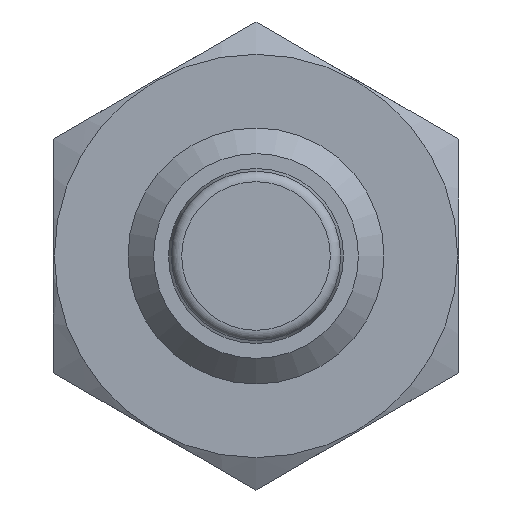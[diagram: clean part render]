
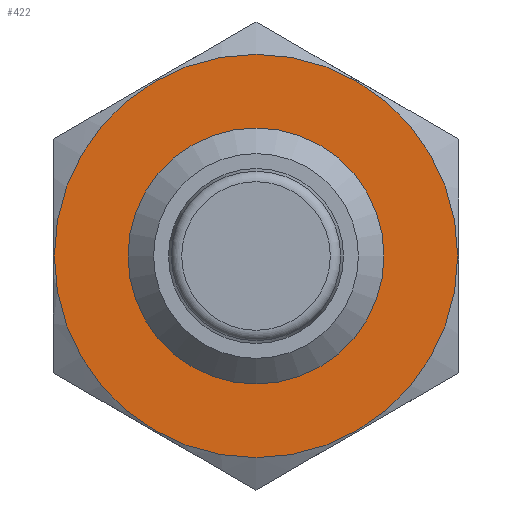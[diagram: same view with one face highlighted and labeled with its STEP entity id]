
A CAD part, front view. The second image highlights one B-rep face of the part: STEP entity #422.
In plain terms, the highlighted face is planar.
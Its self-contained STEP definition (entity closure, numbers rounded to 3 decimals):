
#183=ORIENTED_EDGE('',*,*,#243,.F.);
#184=ORIENTED_EDGE('',*,*,#244,.T.);
#243=EDGE_CURVE('',#280,#280,#293,.T.);
#244=EDGE_CURVE('',#281,#281,#294,.T.);
#280=VERTEX_POINT('',#777);
#281=VERTEX_POINT('',#779);
#293=CIRCLE('',#487,6.);
#294=CIRCLE('',#488,9.453);
#329=EDGE_LOOP('',(#183));
#330=EDGE_LOOP('',(#184));
#371=FACE_BOUND('',#329,.T.);
#372=FACE_BOUND('',#330,.T.);
#398=PLANE('',#486);
#422=ADVANCED_FACE('',(#371,#372),#398,.F.);
#486=AXIS2_PLACEMENT_3D('',#775,#588,#589);
#487=AXIS2_PLACEMENT_3D('',#776,#590,#591);
#488=AXIS2_PLACEMENT_3D('',#778,#592,#593);
#588=DIRECTION('',(-1.,0.,0.));
#589=DIRECTION('',(0.,0.,1.));
#590=DIRECTION('',(1.,0.,0.));
#591=DIRECTION('',(0.,0.,-1.));
#592=DIRECTION('',(1.,0.,0.));
#593=DIRECTION('',(0.,0.,-1.));
#775=CARTESIAN_POINT('',(10.,9.453,0.));
#776=CARTESIAN_POINT('',(10.,0.,0.));
#777=CARTESIAN_POINT('',(10.,0.,-6.));
#778=CARTESIAN_POINT('',(10.,0.,0.));
#779=CARTESIAN_POINT('',(10.,0.,-9.453));
